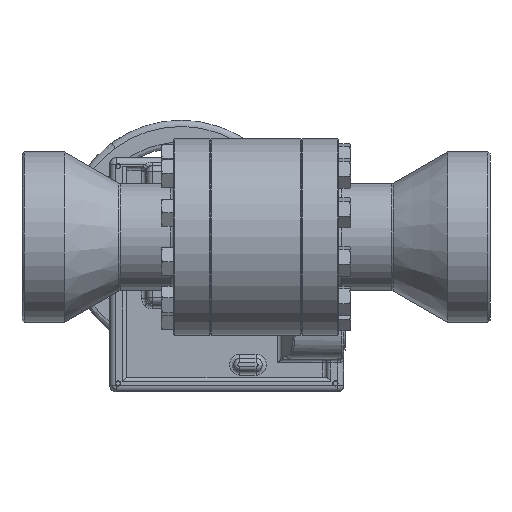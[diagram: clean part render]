
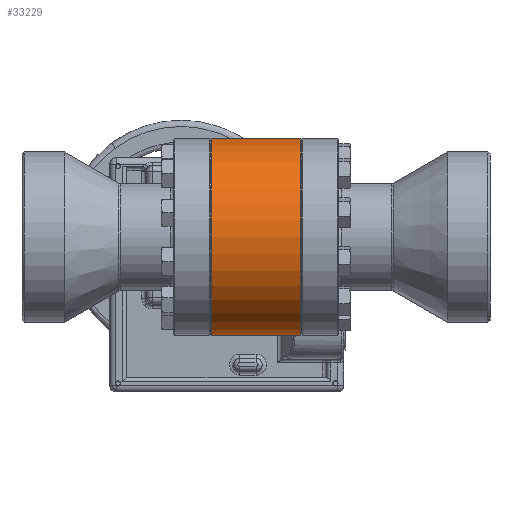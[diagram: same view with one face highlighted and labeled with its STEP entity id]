
A CAD part, front view. The second image highlights one B-rep face of the part: STEP entity #33229.
In plain terms, the highlighted cylindrical face has radius 74.803 mm (diameter 149.606 mm), a partial arc.
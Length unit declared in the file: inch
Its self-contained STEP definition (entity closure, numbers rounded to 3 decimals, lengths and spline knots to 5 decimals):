
#831 = EDGE_CURVE ( 'NONE', #30210, #22722, #27235, .T. ) ;
#1614 = DIRECTION ( 'NONE',  ( -1., 0., 0. ) ) ;
#2493 = VECTOR ( 'NONE', #22666, 39.37008 ) ;
#3058 = CARTESIAN_POINT ( 'NONE',  ( 0.56176, 0.35012, -0.15868 ) ) ;
#4599 = FACE_OUTER_BOUND ( 'NONE', #34838, .T. ) ;
#4612 = CIRCLE ( 'NONE', #17131, 2.945 ) ;
#7369 = CARTESIAN_POINT ( 'NONE',  ( -2.13624, 0.35012, -0.15868 ) ) ;
#11013 = DIRECTION ( 'NONE',  ( 0., 0., -1. ) ) ;
#13733 = DIRECTION ( 'NONE',  ( -1., 0., 0. ) ) ;
#16275 = LINE ( 'NONE', #37689, #44124 ) ;
#16305 = ORIENTED_EDGE ( 'NONE', *, *, #831, .T. ) ;
#16627 = VERTEX_POINT ( 'NONE', #36367 ) ;
#17131 = AXIS2_PLACEMENT_3D ( 'NONE', #7369, #32744, #11013 ) ;
#17626 = CARTESIAN_POINT ( 'NONE',  ( 0.54176, 0.35012, -3.10368 ) ) ;
#18653 = AXIS2_PLACEMENT_3D ( 'NONE', #35484, #13733, #39117 ) ;
#21074 = DIRECTION ( 'NONE',  ( -1., 0., 0. ) ) ;
#22666 = DIRECTION ( 'NONE',  ( -1., 0., 0. ) ) ;
#22722 = VERTEX_POINT ( 'NONE', #33648 ) ;
#22733 = CYLINDRICAL_SURFACE ( 'NONE', #25824, 2.945 ) ;
#24389 = ORIENTED_EDGE ( 'NONE', *, *, #41402, .F. ) ;
#24708 = DIRECTION ( 'NONE',  ( 0., 0., 1. ) ) ;
#25824 = AXIS2_PLACEMENT_3D ( 'NONE', #3058, #21074, #24708 ) ;
#26926 = EDGE_CURVE ( 'NONE', #44080, #16627, #4612, .T. ) ;
#27235 = CIRCLE ( 'NONE', #18653, 2.945 ) ;
#28648 = ORIENTED_EDGE ( 'NONE', *, *, #36052, .T. ) ;
#30210 = VERTEX_POINT ( 'NONE', #17626 ) ;
#31381 = LINE ( 'NONE', #44394, #2493 ) ;
#32744 = DIRECTION ( 'NONE',  ( 1., 0., 0. ) ) ;
#33229 = ADVANCED_FACE ( 'NONE', ( #4599 ), #22733, .T. ) ;
#33648 = CARTESIAN_POINT ( 'NONE',  ( 0.54176, 0.35012, 2.78632 ) ) ;
#34838 = EDGE_LOOP ( 'NONE', ( #24389, #16305, #28648, #40401 ) ) ;
#35484 = CARTESIAN_POINT ( 'NONE',  ( 0.54176, 0.35012, -0.15868 ) ) ;
#36052 = EDGE_CURVE ( 'NONE', #22722, #44080, #16275, .T. ) ;
#36367 = CARTESIAN_POINT ( 'NONE',  ( -2.13624, 0.35012, -3.10368 ) ) ;
#37689 = CARTESIAN_POINT ( 'NONE',  ( 0.56176, 0.35012, 2.78632 ) ) ;
#39117 = DIRECTION ( 'NONE',  ( 0., 0., -1. ) ) ;
#40401 = ORIENTED_EDGE ( 'NONE', *, *, #26926, .T. ) ;
#41402 = EDGE_CURVE ( 'NONE', #30210, #16627, #31381, .T. ) ;
#43020 = CARTESIAN_POINT ( 'NONE',  ( -2.13624, 0.35012, 2.78632 ) ) ;
#44080 = VERTEX_POINT ( 'NONE', #43020 ) ;
#44124 = VECTOR ( 'NONE', #1614, 39.37008 ) ;
#44394 = CARTESIAN_POINT ( 'NONE',  ( 0.56176, 0.35012, -3.10368 ) ) ;
